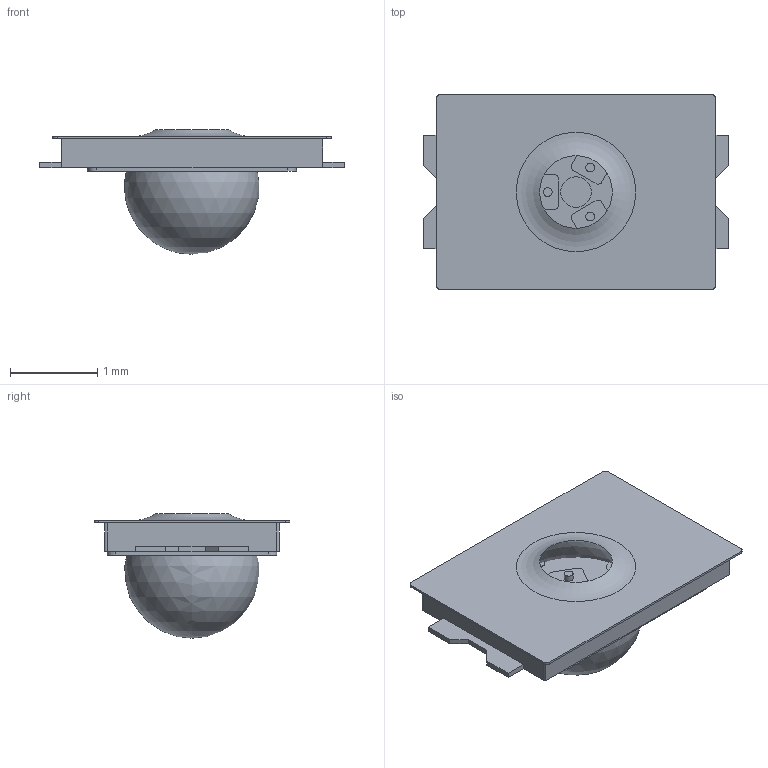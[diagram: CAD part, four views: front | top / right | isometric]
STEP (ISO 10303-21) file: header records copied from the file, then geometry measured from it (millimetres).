
FILE_DESCRIPTION(('FreeCAD Model'),'2;1');
FILE_NAME('1.step','2018-05-05T22:36:19',( 'kicad StepUp'),('ksu MCAD'),'Open CASCADE STEP processor 6.8', 'FreeCAD','Unknown');
FILE_SCHEMA(('AUTOMOTIVE_DESIGN_CC2 { 1 2 10303 214 -1 1 5 4 }'));
Length unit declared in the file: millimetre
Products named in the file (2): ASSEMBLY; 1
Assembly tree (1 placements, depth 2):
  ASSEMBLY
    1
Bounding box: 3.5 x 2.25 x 1.43 mm (x, y, z)
Volume: 0.5 mm3; surface area: 26.5 mm2
Topology: 1 solids, 1 shells, 168 faces, 417 edges, 279 vertices
Faces by surface type: plane 98, cylinder 68, torus 1, sphere 1
Full cylindrical faces by diameter (mm): 0.1 x13, 0.35 x1, 0.4 x2
Entity records: 5042 total; most frequent: CARTESIAN_POINT 884, DIRECTION 880, ORIENTED_EDGE 830, EDGE_CURVE 415, AXIS2_PLACEMENT_3D 312, VERTEX_POINT 279, LINE 256, VECTOR 256
